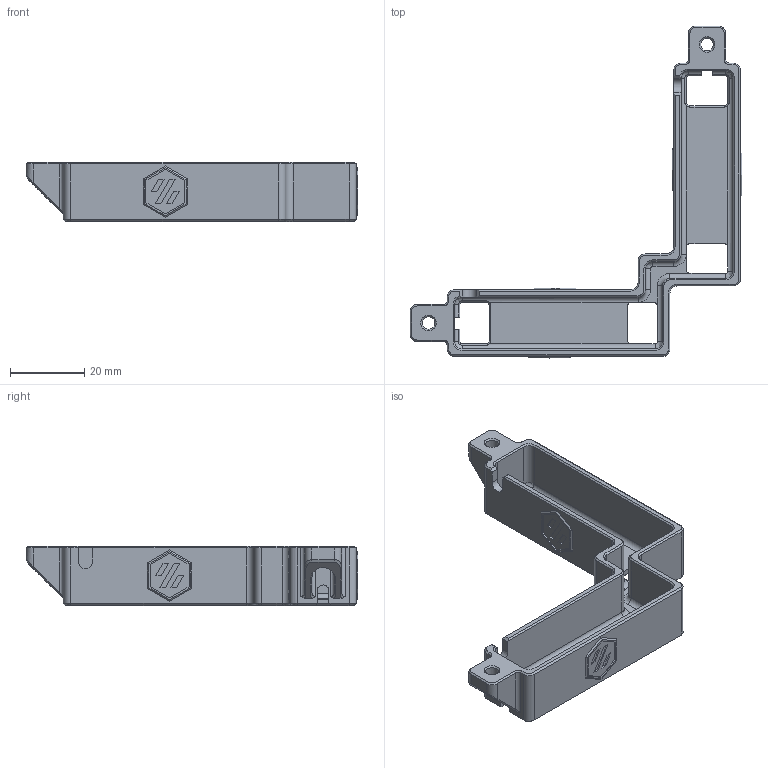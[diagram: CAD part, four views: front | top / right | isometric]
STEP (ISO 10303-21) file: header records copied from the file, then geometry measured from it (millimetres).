
FILE_DESCRIPTION(/* description */ (''),/* implementation_level */ '2;1');
FILE_NAME(/* name */ 'top_corner_cable_cover_with_drop_holes.step',/* time_stamp */ '2022-08-09T22:45:57-05:00',/* author */ (''),/* organization */ (''),/* preprocessor_version */ 'ST-DEVELOPER v19',/* originating_system */ 'Autodesk Translation Framework v11.7.0.108',/* authorisation */ '');
FILE_SCHEMA (('AUTOMOTIVE_DESIGN { 1 0 10303 214 3 1 1 }'));
Length unit declared in the file: millimetre
Products named in the file (1): (Unsaved)
Bounding box: 89.4 x 89.4 x 16 mm (x, y, z)
Volume: 13378.3 mm3; surface area: 13546.6 mm2
Topology: 1 solids, 1 shells, 468 faces, 1154 edges, 700 vertices
Faces by surface type: plane 292, cylinder 68, cone 64, bspline 41, torus 3
Full cylindrical faces by diameter (mm): 3.4 x2
Entity records: 14303 total; most frequent: CARTESIAN_POINT 3392, ORIENTED_EDGE 2308, DIRECTION 2134, EDGE_CURVE 1154, LINE 874, VECTOR 874, VERTEX_POINT 700, AXIS2_PLACEMENT_3D 630
